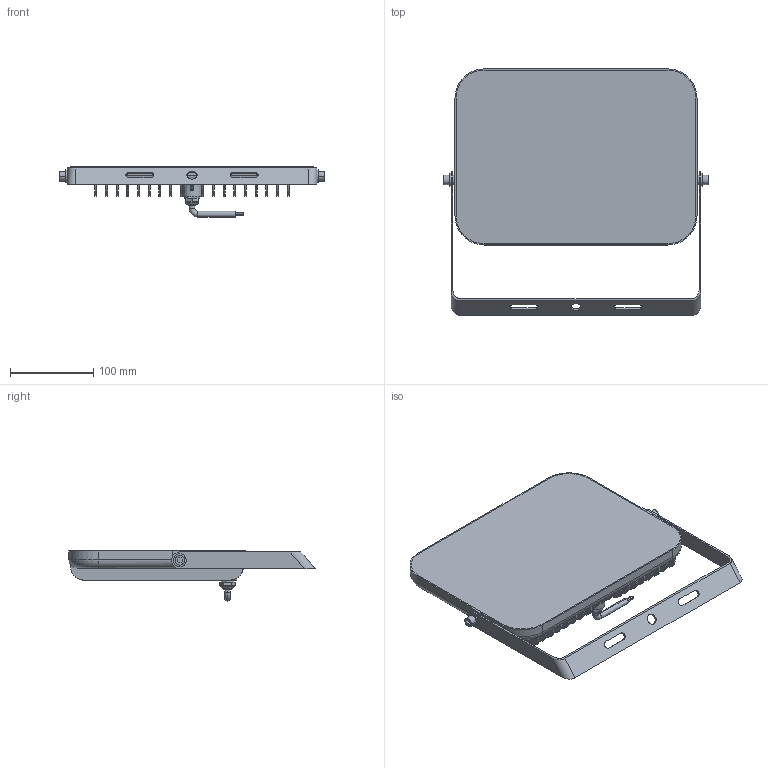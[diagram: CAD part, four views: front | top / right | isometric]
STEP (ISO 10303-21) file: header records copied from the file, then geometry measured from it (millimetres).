
FILE_DESCRIPTION (( 'STEP AP203' ), '1' );
FILE_NAME ('LPDO601-150-65-K02 Ïðîæåêòîð ÑÄÎ 06-150 ñâåòîäèîäíûé ÷åðíûé IP65 6500 K IEK.STEP', '2018-03-16T06:43:47', ( '' ), ( '' ), 'SwSTEP 2.0', 'SolidWorks 2014', '' );
FILE_SCHEMA (( 'CONFIG_CONTROL_DESIGN' ));
Length unit declared in the file: millimetre
Products named in the file (2): LPDO601-150-65-K02 Ïðîæåêòîð ÑÄÎ 06-150 ñâåòîäèîäíûé ÷åðíûé IP65 6500 K IEK
Bounding box: 318 x 295 x 60 mm (x, y, z)
Volume: 515695.3 mm3; surface area: 558349.7 mm2
Topology: 12 solids, 12 shells, 606 faces, 1505 edges, 934 vertices
Faces by surface type: cylinder 256, plane 241, torus 90, bspline 16, cone 3
Entity records: 18932 total; most frequent: CARTESIAN_POINT 4280, DIRECTION 3139, ORIENTED_EDGE 3010, EDGE_CURVE 1505, AXIS2_PLACEMENT_3D 1191, VERTEX_POINT 934, VECTOR 757, LINE 757
